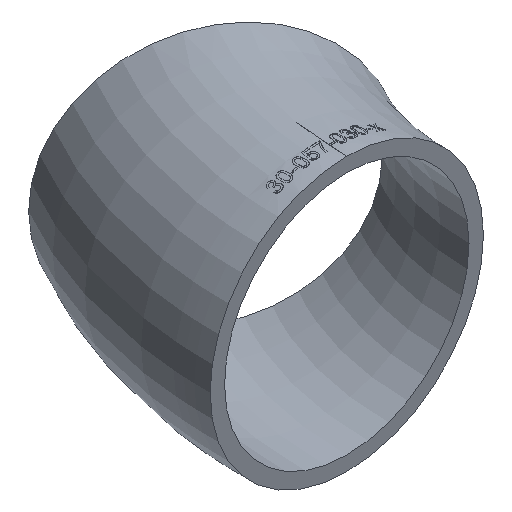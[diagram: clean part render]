
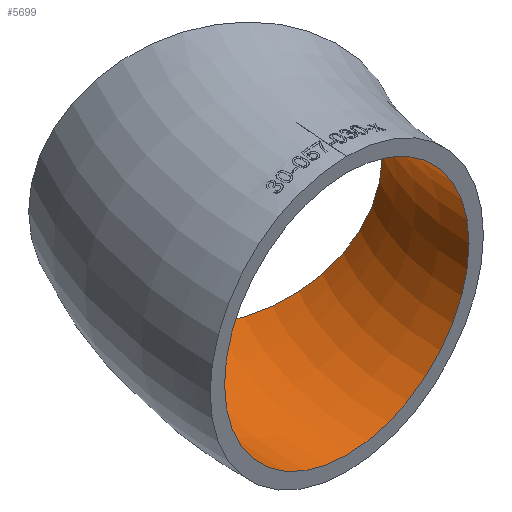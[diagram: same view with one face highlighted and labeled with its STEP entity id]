
A CAD part, isometric view. The second image highlights one B-rep face of the part: STEP entity #5699.
In plain terms, the highlighted toroidal (fillet/blend) face has major radius 75 mm and minor radius 25.5 mm.
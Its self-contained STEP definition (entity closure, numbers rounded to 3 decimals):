
#584 = AXIS2_PLACEMENT_3D ( 'NONE', #13775, #7572, #13973 ) ;
#782 = VERTEX_POINT ( 'NONE', #16577 ) ;
#4215 = TOROIDAL_SURFACE ( 'NONE', #584, 75., 25.5 ) ;
#4530 = CARTESIAN_POINT ( 'NONE',  ( -75., 0., 0. ) ) ;
#5699 = ADVANCED_FACE ( 'NONE', ( #6213, #7768 ), #4215, .F. ) ;
#6213 = FACE_OUTER_BOUND ( 'NONE', #17608, .T. ) ;
#7469 = DIRECTION ( 'NONE',  ( -0.866, 0.5, 0. ) ) ;
#7572 = DIRECTION ( 'NONE',  ( 0., 0., -1. ) ) ;
#7768 = FACE_OUTER_BOUND ( 'NONE', #11167, .T. ) ;
#10393 = CARTESIAN_POINT ( 'NONE',  ( -75., 0., 25.5 ) ) ;
#10580 = DIRECTION ( 'NONE',  ( 0.5, 0.866, 0. ) ) ;
#10943 = DIRECTION ( 'NONE',  ( 0., 1., 0. ) ) ;
#11167 = EDGE_LOOP ( 'NONE', ( #13412 ) ) ;
#12196 = ORIENTED_EDGE ( 'NONE', *, *, #12672, .T. ) ;
#12546 = CIRCLE ( 'NONE', #12883, 25.5 ) ;
#12672 = EDGE_CURVE ( 'NONE', #782, #782, #13923, .T. ) ;
#12883 = AXIS2_PLACEMENT_3D ( 'NONE', #4530, #10943, #15593 ) ;
#13412 = ORIENTED_EDGE ( 'NONE', *, *, #18040, .F. ) ;
#13775 = CARTESIAN_POINT ( 'NONE',  ( 0., 0., 0. ) ) ;
#13923 = CIRCLE ( 'NONE', #16231, 25.5 ) ;
#13973 = DIRECTION ( 'NONE',  ( -1., 0., 0. ) ) ;
#14919 = VERTEX_POINT ( 'NONE', #10393 ) ;
#15593 = DIRECTION ( 'NONE',  ( 0., 0., 1. ) ) ;
#16231 = AXIS2_PLACEMENT_3D ( 'NONE', #19879, #10580, #7469 ) ;
#16577 = CARTESIAN_POINT ( 'NONE',  ( -87.036, 50.25, 0. ) ) ;
#17608 = EDGE_LOOP ( 'NONE', ( #12196 ) ) ;
#18040 = EDGE_CURVE ( 'NONE', #14919, #14919, #12546, .T. ) ;
#19879 = CARTESIAN_POINT ( 'NONE',  ( -64.952, 37.5, 0. ) ) ;
